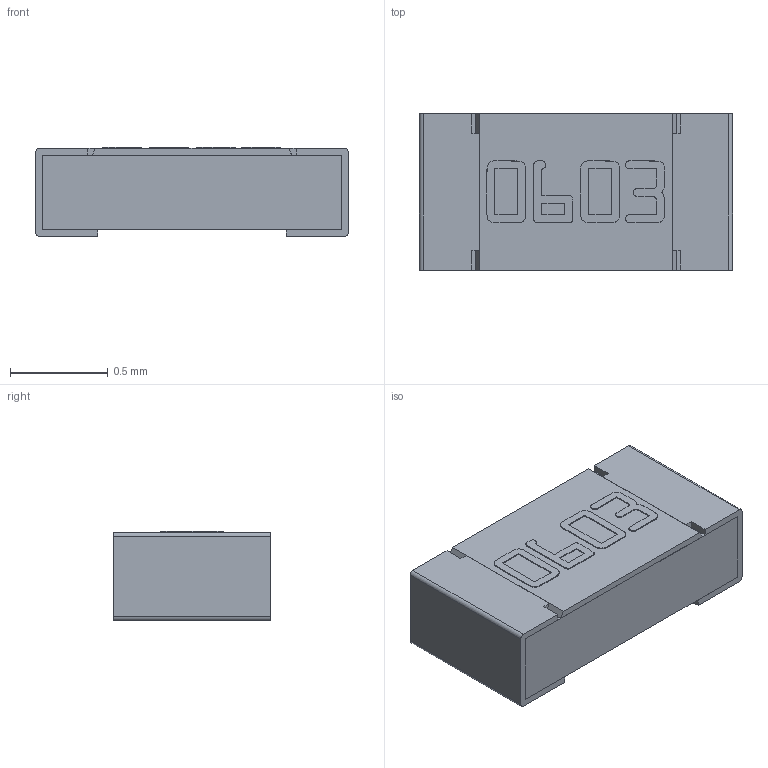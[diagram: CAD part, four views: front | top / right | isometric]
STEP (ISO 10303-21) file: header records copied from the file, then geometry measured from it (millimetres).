
FILE_DESCRIPTION(('FreeCAD Model'),'2;1');
FILE_NAME('Open CASCADE Shape Model','2021-08-26T11:40:54',('Author'),( ''),'Open CASCADE STEP processor 7.5','FreeCAD','Unknown');
FILE_SCHEMA(('AUTOMOTIVE_DESIGN { 1 0 10303 214 1 1 1 1 }'));
Length unit declared in the file: millimetre
Products named in the file (9): Resistor_0603_Text; Pin1Body; Pin2Body; CeramicBody; CoatingBody; Text1Body; Text2Body; Text3Body; Text4Body
Assembly tree (8 placements, depth 2):
  Resistor_0603_Text
    Pin1Body
    Pin2Body
    CeramicBody
    CoatingBody
    Text1Body
    Text2Body
    Text3Body
    Text4Body
Bounding box: 1.6 x 0.8 x 0.46 mm (x, y, z)
Volume: 0.5 mm3; surface area: 9.6 mm2
Topology: 8 solids, 8 shells, 166 faces, 450 edges, 300 vertices
Faces by surface type: plane 94, extrusion 68, cylinder 4
Entity records: 11356 total; most frequent: CARTESIAN_POINT 2529, DIRECTION 1364, VECTOR 1130, LINE 1062, ORIENTED_EDGE 900, PCURVE 900, DEFINITIONAL_REPRESENTATION 900, EDGE_CURVE 450
